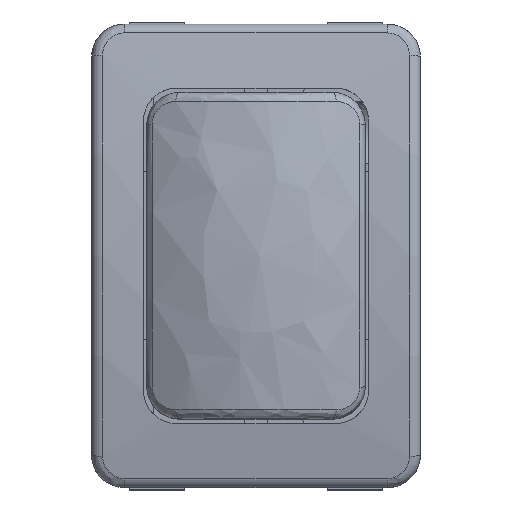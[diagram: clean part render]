
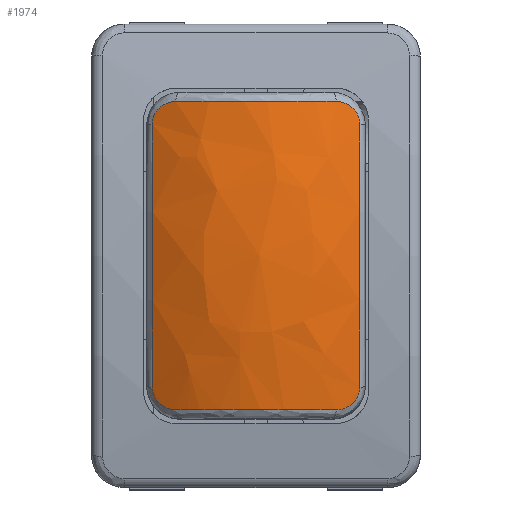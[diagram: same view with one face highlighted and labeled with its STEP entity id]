
A CAD part, top view. The second image highlights one B-rep face of the part: STEP entity #1974.
In plain terms, the highlighted free-form (B-spline) face has degree [2, 2] with [3, 5] control points.
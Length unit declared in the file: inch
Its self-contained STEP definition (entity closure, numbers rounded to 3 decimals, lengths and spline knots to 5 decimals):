
#1384=CARTESIAN_POINT('',(-0.18498,-0.23491,0.81846));
#1385=VERTEX_POINT('',#1384);
#1406=CARTESIAN_POINT('',(-0.14341,-0.27488,0.83253));
#1407=VERTEX_POINT('',#1406);
#1415=CARTESIAN_POINT('',(-0.14341,-0.27488,0.83253));
#1416=CARTESIAN_POINT('',(-0.15228,-0.27485,0.82877));
#1417=CARTESIAN_POINT('',(-0.16724,-0.27018,0.8225));
#1418=CARTESIAN_POINT('',(-0.18192,-0.25345,0.8173));
#1419=CARTESIAN_POINT('',(-0.18498,-0.24098,0.81752));
#1420=CARTESIAN_POINT('',(-0.18498,-0.23491,0.81846));
#1421=B_SPLINE_CURVE_WITH_KNOTS('',3,(#1415,#1416,#1417,#1418,#1419,#1420),.UNSPECIFIED.,.F.,.U.,(4,1,1,4),(-0.16214,-0.09265,-0.04632,0.0),.UNSPECIFIED.);
#1422=EDGE_CURVE('',#1407,#1385,#1421,.T.);
#1464=CARTESIAN_POINT('',(0.14341,-0.27488,0.83253));
#1465=VERTEX_POINT('',#1464);
#1473=CARTESIAN_POINT('',(0.14341,-0.27488,0.83253));
#1474=CARTESIAN_POINT('',(0.10482,-0.275,0.84889));
#1475=CARTESIAN_POINT('',(0.00822,-0.27516,0.87175));
#1476=CARTESIAN_POINT('',(-0.09195,-0.27504,0.85434));
#1477=CARTESIAN_POINT('',(-0.14341,-0.27488,0.83253));
#1478=B_SPLINE_CURVE_WITH_KNOTS('',3,(#1473,#1474,#1475,#1476,#1477),.UNSPECIFIED.,.F.,.U.,(4,1,4),(-0.70608,-0.40347,0.),.UNSPECIFIED.);
#1479=EDGE_CURVE('',#1465,#1407,#1478,.T.);
#1505=CARTESIAN_POINT('',(-0.18498,0.23492,0.81832));
#1506=VERTEX_POINT('',#1505);
#1524=CARTESIAN_POINT('',(-0.18498,-0.00022,0.07089));
#1525=DIRECTION('',(-1.0,0.0,0.0));
#1526=DIRECTION('',(0.0,-1.,0.));
#1527=AXIS2_PLACEMENT_3D('',#1524,#1525,#1526);
#1528=ELLIPSE('',#1527,1.08716,0.76558);
#1529=EDGE_CURVE('',#1385,#1506,#1528,.T.);
#1577=CARTESIAN_POINT('',(0.18498,-0.23491,0.81846));
#1578=VERTEX_POINT('',#1577);
#1586=CARTESIAN_POINT('',(0.18498,-0.23491,0.81846));
#1587=CARTESIAN_POINT('',(0.18498,-0.24098,0.81752));
#1588=CARTESIAN_POINT('',(0.18345,-0.24721,0.81741));
#1589=CARTESIAN_POINT('',(0.17774,-0.25821,0.81878));
#1590=CARTESIAN_POINT('',(0.17356,-0.26298,0.82026));
#1591=CARTESIAN_POINT('',(0.16129,-0.27203,0.825));
#1592=CARTESIAN_POINT('',(0.15227,-0.27485,0.82877));
#1593=CARTESIAN_POINT('',(0.14341,-0.27488,0.83253));
#1594=B_SPLINE_CURVE_WITH_KNOTS('',3,(#1586,#1587,#1588,#1589,#1590,#1591,#1592,#1593),.UNSPECIFIED.,.F.,.U.,(4,2,2,4),(-0.16203,-0.11574,-0.06944,0.0),.UNSPECIFIED.);
#1595=EDGE_CURVE('',#1578,#1465,#1594,.T.);
#1631=CARTESIAN_POINT('',(-0.14341,0.27489,0.83236));
#1632=VERTEX_POINT('',#1631);
#1652=CARTESIAN_POINT('',(-0.18498,0.23492,0.81832));
#1653=CARTESIAN_POINT('',(-0.18498,0.23947,0.81761));
#1654=CARTESIAN_POINT('',(-0.18331,0.24873,0.81708));
#1655=CARTESIAN_POINT('',(-0.17186,0.26778,0.82035));
#1656=CARTESIAN_POINT('',(-0.15523,0.27485,0.82735));
#1657=CARTESIAN_POINT('',(-0.14341,0.27489,0.83236));
#1658=B_SPLINE_CURVE_WITH_KNOTS('',3,(#1652,#1653,#1654,#1655,#1656,#1657),.UNSPECIFIED.,.F.,.U.,(4,1,1,4),(-0.16213,-0.12739,-0.09265,0.0),.UNSPECIFIED.);
#1659=EDGE_CURVE('',#1506,#1632,#1658,.T.);
#1695=CARTESIAN_POINT('',(0.18498,0.23492,0.81832));
#1696=VERTEX_POINT('',#1695);
#1704=CARTESIAN_POINT('',(0.18498,-0.00022,0.07089));
#1705=DIRECTION('',(1.0,0.0,0.0));
#1706=DIRECTION('',(0.0,-1.,0.));
#1707=AXIS2_PLACEMENT_3D('',#1704,#1705,#1706);
#1708=ELLIPSE('',#1707,1.08716,0.76558);
#1709=EDGE_CURVE('',#1696,#1578,#1708,.T.);
#1740=CARTESIAN_POINT('',(0.14341,0.27489,0.83236));
#1741=VERTEX_POINT('',#1740);
#1760=CARTESIAN_POINT('',(-0.14341,0.27489,0.83236));
#1761=CARTESIAN_POINT('',(-0.10482,0.27501,0.84872));
#1762=CARTESIAN_POINT('',(-0.00686,0.27517,0.87161));
#1763=CARTESIAN_POINT('',(0.09195,0.27505,0.85418));
#1764=CARTESIAN_POINT('',(0.14341,0.27489,0.83236));
#1765=B_SPLINE_CURVE_WITH_KNOTS('',3,(#1760,#1761,#1762,#1763,#1764),.UNSPECIFIED.,.F.,.U.,(4,1,4),(-0.70608,-0.40348,0.0),.UNSPECIFIED.);
#1766=EDGE_CURVE('',#1632,#1741,#1765,.T.);
#1813=CARTESIAN_POINT('',(0.14341,0.27489,0.83236));
#1814=CARTESIAN_POINT('',(0.15227,0.27486,0.82861));
#1815=CARTESIAN_POINT('',(0.16129,0.27204,0.82483));
#1816=CARTESIAN_POINT('',(0.17356,0.26299,0.82009));
#1817=CARTESIAN_POINT('',(0.17774,0.25822,0.81863));
#1818=CARTESIAN_POINT('',(0.18345,0.24722,0.81726));
#1819=CARTESIAN_POINT('',(0.18498,0.24099,0.81737));
#1820=CARTESIAN_POINT('',(0.18498,0.23492,0.81832));
#1821=B_SPLINE_CURVE_WITH_KNOTS('',3,(#1813,#1814,#1815,#1816,#1817,#1818,#1819,#1820),.UNSPECIFIED.,.F.,.U.,(4,2,2,4),(-0.16203,-0.09259,-0.04629,0.),.UNSPECIFIED.);
#1822=EDGE_CURVE('',#1741,#1696,#1821,.T.);
#1941=CARTESIAN_POINT('',(-0.18498,0.27141,0.81217));
#1942=CARTESIAN_POINT('',(0.,0.29027,0.91647));
#1943=CARTESIAN_POINT('',(0.18498,0.27141,0.81217));
#1944=CARTESIAN_POINT('',(-0.18498,0.13658,0.83658));
#1945=CARTESIAN_POINT('',(0.,0.14607,0.94258));
#1946=CARTESIAN_POINT('',(0.18498,0.13658,0.83658));
#1947=CARTESIAN_POINT('',(-0.18498,-0.00044,0.83659));
#1948=CARTESIAN_POINT('',(0.,-0.00047,0.94258));
#1949=CARTESIAN_POINT('',(0.18498,-0.00044,0.83659));
#1950=CARTESIAN_POINT('',(-0.18498,-0.13701,0.83659));
#1951=CARTESIAN_POINT('',(0.,-0.14652,0.94258));
#1952=CARTESIAN_POINT('',(0.18498,-0.13701,0.83659));
#1953=CARTESIAN_POINT('',(-0.18498,-0.2714,0.81233));
#1954=CARTESIAN_POINT('',(0.,-0.29025,0.91664));
#1955=CARTESIAN_POINT('',(0.18498,-0.2714,0.81233));
#1963=(BOUNDED_SURFACE()B_SPLINE_SURFACE(2,2,((#1941,#1944,#1947,#1950,#1953),(#1942,#1945,#1948,#1951,#1954),(#1943,#1946,#1949,#1952,#1955)),.UNSPECIFIED.,.F.,.F.,.F.)B_SPLINE_SURFACE_WITH_KNOTS((3,3),(3,2,3),(2.07001,3.11065),(1.39164,1.57079,1.74935),.UNSPECIFIED.)GEOMETRIC_REPRESENTATION_ITEM()RATIONAL_B_SPLINE_SURFACE(((0.816,0.84,0.871,0.84,0.817),(0.754,0.776,0.805,0.776,0.754),(0.925,0.952,0.988,0.952,0.926)))REPRESENTATION_ITEM('')SURFACE());
#1964=ORIENTED_EDGE('',*,*,#1422,.F.);
#1965=ORIENTED_EDGE('',*,*,#1479,.F.);
#1966=ORIENTED_EDGE('',*,*,#1595,.F.);
#1967=ORIENTED_EDGE('',*,*,#1709,.F.);
#1968=ORIENTED_EDGE('',*,*,#1822,.F.);
#1969=ORIENTED_EDGE('',*,*,#1766,.F.);
#1970=ORIENTED_EDGE('',*,*,#1659,.F.);
#1971=ORIENTED_EDGE('',*,*,#1529,.F.);
#1972=EDGE_LOOP('',(#1964,#1965,#1966,#1967,#1968,#1969,#1970,#1971));
#1973=FACE_OUTER_BOUND('',#1972,.T.);
#1974=ADVANCED_FACE('',(#1973),#1963,.F.);
